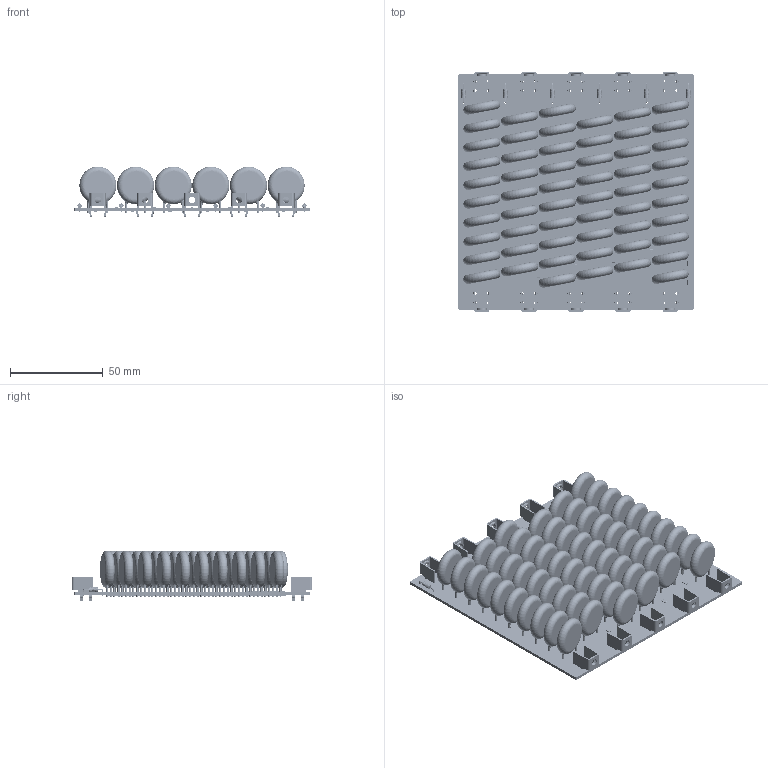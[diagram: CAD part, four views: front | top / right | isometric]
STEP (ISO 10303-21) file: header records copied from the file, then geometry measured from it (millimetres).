
FILE_DESCRIPTION(('Open CASCADE Model'),'2;1');
FILE_NAME('Open CASCADE Shape Model','2019-07-28T12:10:32',('Author'),( 'Open CASCADE'),'Open CASCADE STEP processor 6.8','Open CASCADE 6.8' ,'Unknown');
FILE_SCHEMA(('AUTOMOTIVE_DESIGN { 1 0 10303 214 1 1 1 1 }'));
Length unit declared in the file: millimetre
Products named in the file (149): PCB; Board; Open CASCADE STEP translator 6.8 1.1.1; R69; SMD_Resistor_1206; R68; R67; R66; R65; R64; R63; R62; R61; R60; R59; R58; R29; R28; R27; R26; R25; R24; R23; R22; R21; R20; R19; R18; R17; R16; R15; R14; R13; R12; R11; R10; R9; R8; R7; R6 ...
Assembly tree (286 placements, depth 3):
  PCB
    Board
      Open CASCADE STEP translator 6.8 1.1.1
    R69
      SMD_Resistor_1206
    R68
      SMD_Resistor_1206
    R67
      SMD_Resistor_1206
    R66
      SMD_Resistor_1206
    R65
      SMD_Resistor_1206
    R64
      SMD_Resistor_1206
    R63
      SMD_Resistor_1206
    R62
      SMD_Resistor_1206
    R61
      SMD_Resistor_1206
    R60
      SMD_Resistor_1206
    R59
      SMD_Resistor_1206
    R58
      SMD_Resistor_1206
    R29
      SMD_Resistor_1206
    R28
      SMD_Resistor_1206
    R27
      SMD_Resistor_1206
    R26
      SMD_Resistor_1206
    R25
      SMD_Resistor_1206
    R24
      SMD_Resistor_1206
    R23
      SMD_Resistor_1206
    R22
      SMD_Resistor_1206
    R21
      SMD_Resistor_1206
    R20
      SMD_Resistor_1206
    R19
      SMD_Resistor_1206
    R18
      SMD_Resistor_1206
    R17
      SMD_Resistor_1206
    R16
      SMD_Resistor_1206
    R15
      SMD_Resistor_1206
    R14
      SMD_Resistor_1206
    R13
Bounding box: 127 x 129.54 x 27.42 mm (x, y, z)
Volume: 111881.8 mm3; surface area: 90628.6 mm2
Topology: 143 solids, 143 shells, 8790 faces, 21352 edges, 12996 vertices
Faces by surface type: bspline 2960, plane 2868, cylinder 2276, sphere 552, torus 134
Full cylindrical faces by diameter (mm): 1.016 x12, 1.27 x114, 1.8 x40
Entity records: 21596 total; most frequent: CARTESIAN_POINT 6579, DIRECTION 2488, ORIENTED_EDGE 2238, EDGE_CURVE 1119, AXIS2_PLACEMENT_3D 1025, FACE_BOUND 757, EDGE_LOOP 757, VERTEX_POINT 744
